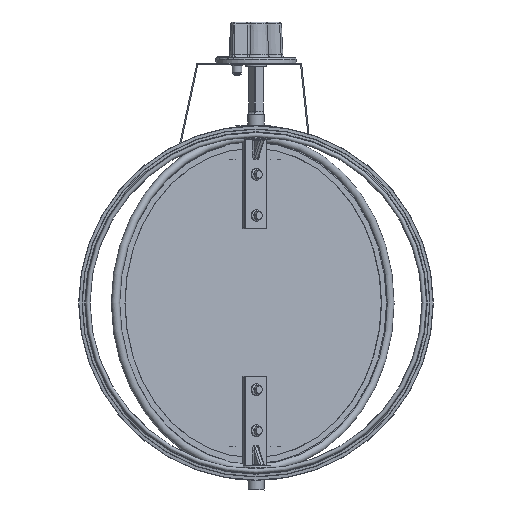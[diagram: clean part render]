
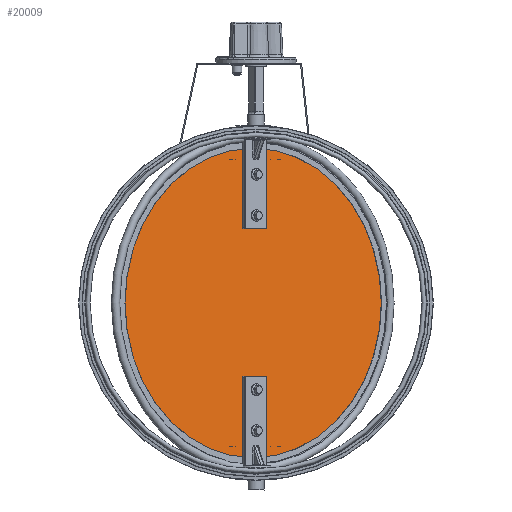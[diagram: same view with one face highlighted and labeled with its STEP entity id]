
A CAD part, front view. The second image highlights one B-rep face of the part: STEP entity #20009.
In plain terms, the highlighted face is planar.
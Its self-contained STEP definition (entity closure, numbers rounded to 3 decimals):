
#19980=CARTESIAN_POINT('',(120.0,0.,0.0));
#19981=VERTEX_POINT('',#19980);
#19982=CARTESIAN_POINT('',(0.0,0.0,0.0));
#19983=DIRECTION('',(0.0,0.0,-1.0));
#19984=DIRECTION('',(-1.0,0.0,0.0));
#19985=AXIS2_PLACEMENT_3D('',#19982,#19983,#19984);
#19986=CIRCLE('',#19985,120.0);
#19987=EDGE_CURVE('',#19981,#19981,#19986,.T.);
#20001=CARTESIAN_POINT('',(0.0,0.0,0.0));
#20002=DIRECTION('',(0.0,0.0,-1.0));
#20003=DIRECTION('',(-1.0,0.0,0.0));
#20004=AXIS2_PLACEMENT_3D('',#20001,#20002,#20003);
#20005=PLANE('',#20004);
#20006=ORIENTED_EDGE('',*,*,#19987,.T.);
#20007=EDGE_LOOP('',(#20006));
#20008=FACE_OUTER_BOUND('',#20007,.T.);
#20009=ADVANCED_FACE('',(#20008),#20005,.T.);
